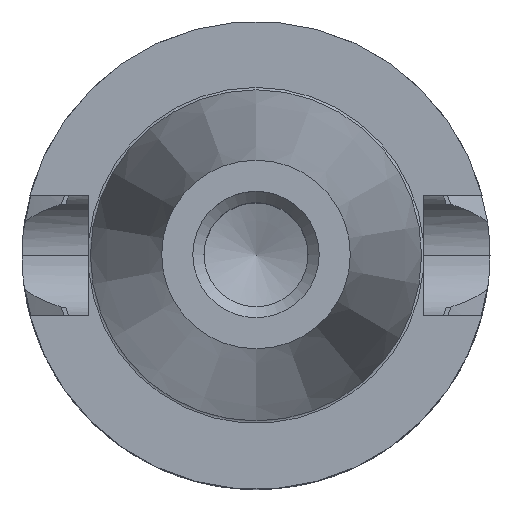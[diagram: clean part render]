
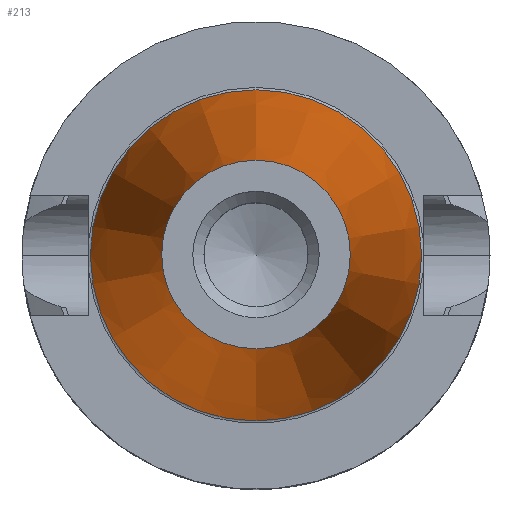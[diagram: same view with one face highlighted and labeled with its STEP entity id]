
A CAD part, top view. The second image highlights one B-rep face of the part: STEP entity #213.
In plain terms, the highlighted conical face has half-angle 8.297 degrees and reference radius 12.717 mm.
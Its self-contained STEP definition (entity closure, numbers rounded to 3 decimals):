
#45=CONICAL_SURFACE('',#852,12.717,8.297);
#213=ADVANCED_FACE('',(#278,#279),#45,.T.);
#278=FACE_BOUND('',#331,.T.);
#279=FACE_BOUND('',#332,.T.);
#331=EDGE_LOOP('',(#456));
#332=EDGE_LOOP('',(#457));
#456=ORIENTED_EDGE('',*,*,#703,.F.);
#457=ORIENTED_EDGE('',*,*,#695,.T.);
#609=VERTEX_POINT('',#1298);
#618=VERTEX_POINT('',#1323);
#695=EDGE_CURVE('',#609,#609,#754,.T.);
#703=EDGE_CURVE('',#618,#618,#762,.T.);
#754=CIRCLE('',#834,22.283);
#762=CIRCLE('',#850,12.687);
#834=AXIS2_PLACEMENT_3D('',#1297,#995,#996);
#850=AXIS2_PLACEMENT_3D('',#1322,#1027,#1028);
#852=AXIS2_PLACEMENT_3D('',#1325,#1031,#1032);
#995=DIRECTION('',(0.,0.,1.));
#996=DIRECTION('',(0.,1.,0.));
#1027=DIRECTION('',(0.,0.,1.));
#1028=DIRECTION('',(0.,1.,0.));
#1031=DIRECTION('',(0.,0.,-1.));
#1032=DIRECTION('',(0.,-1.,0.));
#1297=CARTESIAN_POINT('',(0.,0.,-0.399));
#1298=CARTESIAN_POINT('',(0.,22.283,-0.399));
#1322=CARTESIAN_POINT('',(0.,0.,65.4));
#1323=CARTESIAN_POINT('',(0.,12.687,65.4));
#1325=CARTESIAN_POINT('',(0.,0.,65.2));
